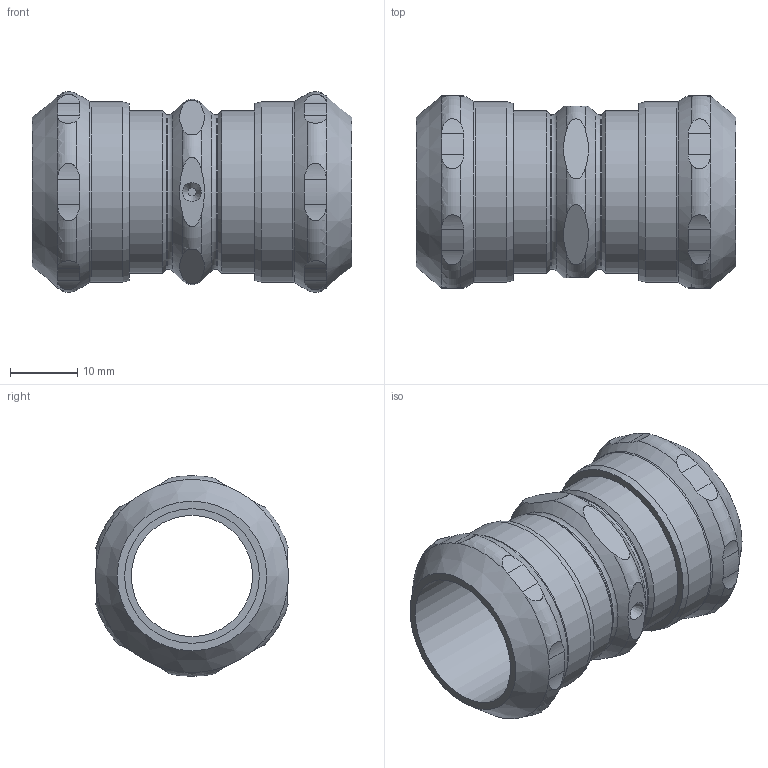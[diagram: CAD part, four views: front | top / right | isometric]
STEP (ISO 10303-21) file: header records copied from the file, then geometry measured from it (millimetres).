
FILE_DESCRIPTION(/* description */ (''),/* implementation_level */ '2;1');
FILE_NAME(/* name */ '',/* time_stamp */ '2025-06-18T11:34:24+07:00',/* author */ ('zeta-72'),/* organization */ (''),/* preprocessor_version */ 'ST-DEVELOPER v19.2',/* originating_system */ 'Autodesk Inventor 2024',/* authorisation */ '');
FILE_SCHEMA (('AUTOMOTIVE_DESIGN { 1 0 10303 214 3 1 1 }'));
Length unit declared in the file: millimetre
Products named in the file (1): ЗЭТА.046.070.000_Муфта соединительная 
IP66_Упростить_1
Bounding box: 47.5 x 28.59 x 29.79 mm (x, y, z)
Volume: 10576.9 mm3; surface area: 7710.9 mm2
Topology: 1 solids, 1 shells, 93 faces, 251 edges, 166 vertices
Faces by surface type: cylinder 45, torus 22, plane 14, cone 12
Full cylindrical faces by diameter (mm): 18 x1, 20 x2, 22.9 x2, 24.1 x2, 26.8 x2
Entity records: 3687 total; most frequent: CARTESIAN_POINT 1303, ORIENTED_EDGE 502, DIRECTION 449, EDGE_CURVE 251, AXIS2_PLACEMENT_3D 202, VERTEX_POINT 166, CIRCLE 108, EDGE_LOOP 101
